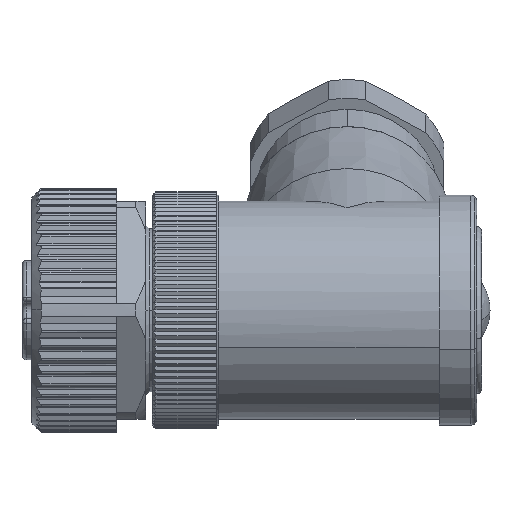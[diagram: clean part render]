
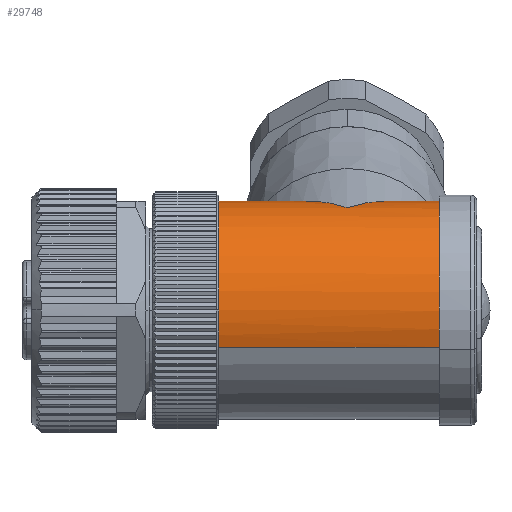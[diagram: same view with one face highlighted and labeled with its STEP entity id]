
A CAD part, top view. The second image highlights one B-rep face of the part: STEP entity #29748.
In plain terms, the highlighted cylindrical face has radius 9 mm (diameter 18 mm), a partial arc.
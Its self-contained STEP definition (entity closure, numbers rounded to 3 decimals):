
#11932=CARTESIAN_POINT('',(16.2,0.,0.));
#11933=DIRECTION('',(-1.,0.,0.));
#11934=DIRECTION('',(0.,-0.342,0.94));
#11935=AXIS2_PLACEMENT_3D('',#11932,#11933,#11934);
#11956=CARTESIAN_POINT('',(16.2,0.,0.));
#11957=DIRECTION('',(-1.,0.,0.));
#11958=DIRECTION('',(0.,0.,1.));
#11959=AXIS2_PLACEMENT_3D('',#11956,#11957,#11958);
#11980=CARTESIAN_POINT('',(34.4,7.129,-5.493));
#11981=CARTESIAN_POINT('',(34.169,7.393,
-5.151));
#11982=CARTESIAN_POINT('',(33.63,7.894,
-4.396));
#11983=CARTESIAN_POINT('',(32.611,8.501,
-3.09));
#11984=CARTESIAN_POINT('',(31.285,8.913,
-1.529));
#11985=CARTESIAN_POINT('',(29.976,9.04,
-0.09));
#11986=CARTESIAN_POINT('',(28.462,8.927,1.48));
#11987=CARTESIAN_POINT('',(27.368,8.651,2.545));
#11988=CARTESIAN_POINT('',(26.8,8.457,3.078));
#11993=DIRECTION('',(-1.,0.,0.));
#11994=VECTOR('',#11993,18.2);
#11995=CARTESIAN_POINT('',(34.4,-3.078,8.457));
#11996=LINE('',#11995,#11994);
#12000=DIRECTION('',(-1.,0.,0.));
#12001=VECTOR('',#12000,1.6);
#12002=CARTESIAN_POINT('',(17.8,3.078,-8.457));
#12003=LINE('',#12002,#12001);
#12018=CARTESIAN_POINT('',(17.8,3.078,-8.457));
#12019=CARTESIAN_POINT('',(17.8,3.453,-8.321));
#12020=CARTESIAN_POINT('',(17.854,4.196,
-7.993));
#12021=CARTESIAN_POINT('',(18.101,5.25,
-7.346));
#12022=CARTESIAN_POINT('',(18.537,6.258,
-6.516));
#12023=CARTESIAN_POINT('',(19.176,7.155,
-5.509));
#12024=CARTESIAN_POINT('',(19.893,7.826,
-4.502));
#12025=CARTESIAN_POINT('',(20.841,8.429,
-3.273));
#12026=CARTESIAN_POINT('',(22.103,8.867,
-1.771));
#12027=CARTESIAN_POINT('',(23.4,9.036,
-0.33));
#12028=CARTESIAN_POINT('',(24.963,8.96,1.306));
#12029=CARTESIAN_POINT('',(26.164,8.675,2.48));
#12030=CARTESIAN_POINT('',(26.8,8.457,3.078));
#12106=CARTESIAN_POINT('',(34.4,0.,0.));
#12107=DIRECTION('',(1.,0.,0.));
#12108=DIRECTION('',(0.,0.792,-0.61));
#12109=AXIS2_PLACEMENT_3D('',#12106,#12107,#12108);
#18087=CARTESIAN_POINT('',(34.4,7.129,-5.493));
#18089=VERTEX_POINT('',#18087);
#20507=CARTESIAN_POINT('',(34.4,-3.078,8.457));
#20508=CARTESIAN_POINT('',(16.2,-3.078,8.457));
#20509=VERTEX_POINT('',#20507);
#20510=VERTEX_POINT('',#20508);
#20511=CARTESIAN_POINT('',(17.8,3.078,-8.457));
#20512=CARTESIAN_POINT('',(16.2,3.078,-8.457));
#20513=VERTEX_POINT('',#20511);
#20514=VERTEX_POINT('',#20512);
#20518=CARTESIAN_POINT('',(16.2,0.,9.));
#20519=VERTEX_POINT('',#20518);
#20520=VERTEX_POINT('',#11988);
#29729=CARTESIAN_POINT('',(23.4,0.,0.));
#29730=DIRECTION('',(-1.,0.,0.));
#29731=DIRECTION('',(0.,0.342,-0.94));
#29732=AXIS2_PLACEMENT_3D('',#29729,#29730,#29731);
#29733=CYLINDRICAL_SURFACE('',#29732,9.);
#29735=ORIENTED_EDGE('',*,*,#29734,.T.);
#29737=ORIENTED_EDGE('',*,*,#29736,.F.);
#29739=ORIENTED_EDGE('',*,*,#29738,.T.);
#29741=ORIENTED_EDGE('',*,*,#29740,.T.);
#29742=ORIENTED_EDGE('',*,*,#29718,.T.);
#29743=ORIENTED_EDGE('',*,*,#29724,.T.);
#29745=ORIENTED_EDGE('',*,*,#29744,.F.);
#29746=EDGE_LOOP('',(#29735,#29737,#29739,#29741,#29742,#29743,#29745));
#29747=FACE_OUTER_BOUND('',#29746,.F.);
#29748=ADVANCED_FACE('',(#29747),#29733,.T.);
#11936=CIRCLE('',#11935,9.);
#11960=CIRCLE('',#11959,9.);
#11989=B_SPLINE_CURVE_WITH_KNOTS('',3,(#11980,#11981,#11982,#11983,#11984,
#11985,#11986,#11987,#11988),.UNSPECIFIED.,.F.,.F.,(4,1,1,1,1,1,4),(0.,
0.167,0.333,0.5,0.667,0.833,
1.),.UNSPECIFIED.);
#12031=B_SPLINE_CURVE_WITH_KNOTS('',3,(#12018,#12019,#12020,#12021,#12022,
#12023,#12024,#12025,#12026,#12027,#12028,#12029,#12030),.UNSPECIFIED.,.F.,.F.,(
4,1,1,1,1,1,1,1,1,1,4),(0.,0.1,0.2,0.3,0.4,0.5,0.6,0.7,0.8,
0.9,1.),.UNSPECIFIED.);
#12110=CIRCLE('',#12109,9.);
#29718=EDGE_CURVE('',#20510,#20519,#11936,.T.);
#29724=EDGE_CURVE('',#20519,#20514,#11960,.T.);
#29734=EDGE_CURVE('',#20513,#20520,#12031,.T.);
#29736=EDGE_CURVE('',#18089,#20520,#11989,.T.);
#29738=EDGE_CURVE('',#18089,#20509,#12110,.T.);
#29740=EDGE_CURVE('',#20509,#20510,#11996,.T.);
#29744=EDGE_CURVE('',#20513,#20514,#12003,.T.);
